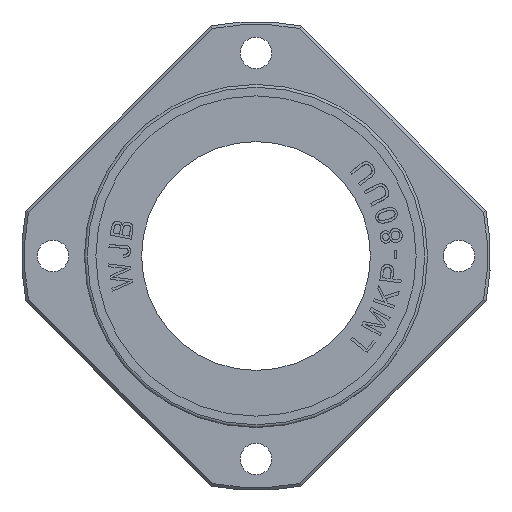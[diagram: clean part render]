
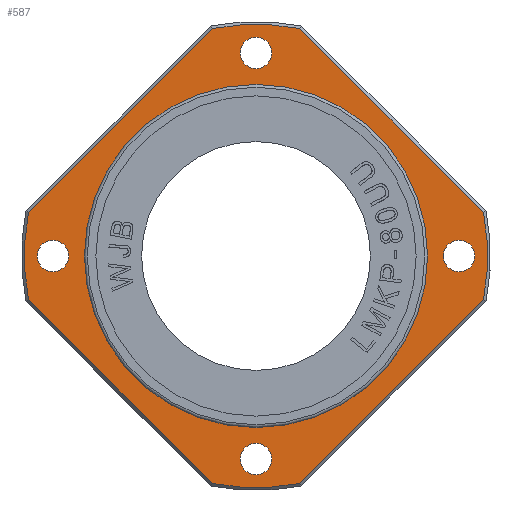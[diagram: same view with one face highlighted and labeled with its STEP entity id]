
A CAD part, left-side view. The second image highlights one B-rep face of the part: STEP entity #587.
In plain terms, the highlighted planar face has unit normal (-1, 0, 0).
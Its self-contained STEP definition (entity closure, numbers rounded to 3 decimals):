
#587=ADVANCED_FACE('',(#1337,#1338,#1339,#1340,#1341,#1342),#949,.T.);
#949=PLANE('',#6874);
#1200=CIRCLE('',#6820,81.);
#1201=CIRCLE('',#6822,81.);
#1202=CIRCLE('',#6824,81.);
#1223=CIRCLE('',#6861,5.5);
#1224=CIRCLE('',#6863,5.5);
#1225=CIRCLE('',#6865,5.5);
#1226=CIRCLE('',#6867,5.5);
#1229=CIRCLE('',#6872,81.);
#1230=CIRCLE('',#6873,59.786);
#1337=FACE_BOUND('',#1475,.T.);
#1338=FACE_BOUND('',#1476,.T.);
#1339=FACE_BOUND('',#1477,.T.);
#1340=FACE_BOUND('',#1478,.T.);
#1341=FACE_BOUND('',#1479,.T.);
#1342=FACE_BOUND('',#1480,.T.);
#1475=EDGE_LOOP('',(#3233,#3234,#3235,#3236,#3237,#3238,#3239,#3240));
#1476=EDGE_LOOP('',(#3241));
#1477=EDGE_LOOP('',(#3242));
#1478=EDGE_LOOP('',(#3243));
#1479=EDGE_LOOP('',(#3244));
#1480=EDGE_LOOP('',(#3245));
#2002=LINE('',#10015,#2469);
#2003=LINE('',#10016,#2470);
#2004=LINE('',#10020,#2471);
#2005=LINE('',#10021,#2472);
#2469=VECTOR('',#7503,1.);
#2470=VECTOR('',#7504,1.);
#2471=VECTOR('',#7507,1.);
#2472=VECTOR('',#7508,1.);
#3233=ORIENTED_EDGE('',*,*,#5684,.F.);
#3234=ORIENTED_EDGE('',*,*,#5647,.F.);
#3235=ORIENTED_EDGE('',*,*,#5685,.F.);
#3236=ORIENTED_EDGE('',*,*,#5686,.F.);
#3237=ORIENTED_EDGE('',*,*,#5687,.F.);
#3238=ORIENTED_EDGE('',*,*,#5644,.F.);
#3239=ORIENTED_EDGE('',*,*,#5688,.F.);
#3240=ORIENTED_EDGE('',*,*,#5640,.F.);
#3241=ORIENTED_EDGE('',*,*,#5678,.F.);
#3242=ORIENTED_EDGE('',*,*,#5679,.F.);
#3243=ORIENTED_EDGE('',*,*,#5680,.F.);
#3244=ORIENTED_EDGE('',*,*,#5681,.F.);
#3245=ORIENTED_EDGE('',*,*,#5689,.F.);
#5015=VERTEX_POINT('',#9879);
#5016=VERTEX_POINT('',#9881);
#5017=VERTEX_POINT('',#9891);
#5018=VERTEX_POINT('',#9896);
#5019=VERTEX_POINT('',#9903);
#5020=VERTEX_POINT('',#9908);
#5045=VERTEX_POINT('',#9999);
#5046=VERTEX_POINT('',#10002);
#5047=VERTEX_POINT('',#10005);
#5048=VERTEX_POINT('',#10008);
#5051=VERTEX_POINT('',#10017);
#5052=VERTEX_POINT('',#10019);
#5053=VERTEX_POINT('',#10023);
#5640=EDGE_CURVE('',#5015,#5016,#1200,.T.);
#5644=EDGE_CURVE('',#5018,#5017,#1201,.T.);
#5647=EDGE_CURVE('',#5020,#5019,#1202,.T.);
#5678=EDGE_CURVE('',#5045,#5045,#1223,.T.);
#5679=EDGE_CURVE('',#5046,#5046,#1224,.T.);
#5680=EDGE_CURVE('',#5047,#5047,#1225,.T.);
#5681=EDGE_CURVE('',#5048,#5048,#1226,.T.);
#5684=EDGE_CURVE('',#5019,#5015,#2002,.T.);
#5685=EDGE_CURVE('',#5051,#5020,#2003,.T.);
#5686=EDGE_CURVE('',#5052,#5051,#1229,.T.);
#5687=EDGE_CURVE('',#5017,#5052,#2004,.T.);
#5688=EDGE_CURVE('',#5016,#5018,#2005,.T.);
#5689=EDGE_CURVE('',#5053,#5053,#1230,.T.);
#6820=AXIS2_PLACEMENT_3D('',#9880,#7395,#7396);
#6822=AXIS2_PLACEMENT_3D('',#9897,#7399,#7400);
#6824=AXIS2_PLACEMENT_3D('',#9909,#7403,#7404);
#6861=AXIS2_PLACEMENT_3D('',#9998,#7481,#7482);
#6863=AXIS2_PLACEMENT_3D('',#10001,#7485,#7486);
#6865=AXIS2_PLACEMENT_3D('',#10004,#7489,#7490);
#6867=AXIS2_PLACEMENT_3D('',#10007,#7493,#7494);
#6872=AXIS2_PLACEMENT_3D('',#10018,#7505,#7506);
#6873=AXIS2_PLACEMENT_3D('',#10022,#7509,#7510);
#6874=AXIS2_PLACEMENT_3D('',#10024,#7511,#7512);
#7395=DIRECTION('',(1.,0.,0.));
#7396=DIRECTION('',(0.,0.,-1.));
#7399=DIRECTION('',(1.,0.,0.));
#7400=DIRECTION('',(0.,0.,-1.));
#7403=DIRECTION('',(1.,0.,0.));
#7404=DIRECTION('',(0.,0.,-1.));
#7481=DIRECTION('',(-1.,0.,0.));
#7482=DIRECTION('',(0.,0.,1.));
#7485=DIRECTION('',(-1.,0.,0.));
#7486=DIRECTION('',(0.,0.,1.));
#7489=DIRECTION('',(-1.,0.,0.));
#7490=DIRECTION('',(0.,0.,1.));
#7493=DIRECTION('',(-1.,0.,0.));
#7494=DIRECTION('',(0.,0.,1.));
#7503=DIRECTION('',(0.,0.707,0.707));
#7504=DIRECTION('',(0.,0.707,-0.707));
#7505=DIRECTION('',(1.,0.,0.));
#7506=DIRECTION('',(0.,0.,-1.));
#7507=DIRECTION('',(0.,-0.707,-0.707));
#7508=DIRECTION('',(0.,-0.707,0.707));
#7509=DIRECTION('',(-1.,0.,0.));
#7510=DIRECTION('',(0.,0.,1.));
#7511=DIRECTION('',(-1.,0.,0.));
#7512=DIRECTION('',(0.,0.,-1.));
#9879=CARTESIAN_POINT('',(0.,79.557,-15.219));
#9880=CARTESIAN_POINT('',(0.,0.,0.));
#9881=CARTESIAN_POINT('',(0.,79.563,15.189));
#9891=CARTESIAN_POINT('',(0.,-15.219,79.557));
#9896=CARTESIAN_POINT('',(0.,15.189,79.563));
#9897=CARTESIAN_POINT('',(0.,0.,0.));
#9903=CARTESIAN_POINT('',(0.,15.219,-79.557));
#9908=CARTESIAN_POINT('',(0.,-15.189,-79.563));
#9909=CARTESIAN_POINT('',(0.,0.,0.));
#9998=CARTESIAN_POINT('',(0.,71.,0.));
#9999=CARTESIAN_POINT('',(0.,71.,5.5));
#10001=CARTESIAN_POINT('',(0.,-71.,0.));
#10002=CARTESIAN_POINT('',(0.,-71.,5.5));
#10004=CARTESIAN_POINT('',(0.,0.,71.));
#10005=CARTESIAN_POINT('',(0.,0.,76.5));
#10007=CARTESIAN_POINT('',(0.,0.,-71.));
#10008=CARTESIAN_POINT('',(0.,0.,-65.5));
#10015=CARTESIAN_POINT('',(0.,46.722,-48.055));
#10016=CARTESIAN_POINT('',(0.,-114.043,19.29));
#10017=CARTESIAN_POINT('',(0.,-79.563,-15.189));
#10018=CARTESIAN_POINT('',(0.,0.,
0.));
#10019=CARTESIAN_POINT('',(0.,-79.557,15.219));
#10020=CARTESIAN_POINT('',(0.,-48.055,46.722));
#10021=CARTESIAN_POINT('',(0.,-19.29,114.043));
#10022=CARTESIAN_POINT('',(0.,0.,0.));
#10023=CARTESIAN_POINT('',(0.,0.,59.786));
#10024=CARTESIAN_POINT('',(0.,-67.333,66.));
